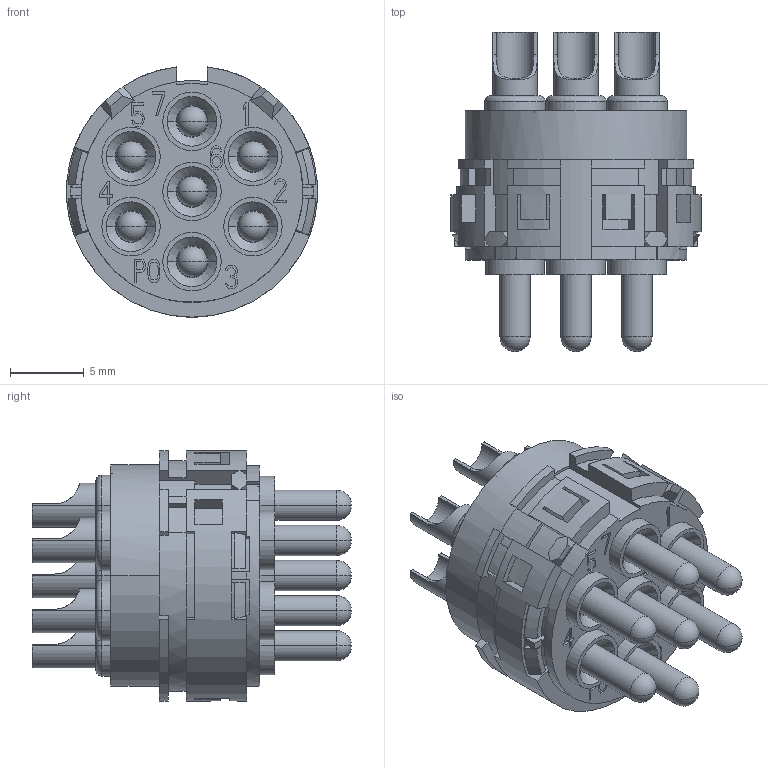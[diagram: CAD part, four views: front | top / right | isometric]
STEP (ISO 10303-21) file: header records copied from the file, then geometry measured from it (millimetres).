
FILE_DESCRIPTION((''),'2;1');
FILE_NAME('HR23-006-MST_SW0001','2017-07-12T',('y.wang'),(''),'PRO/ENGINEER BY PARAMETRIC TECHNOLOGY CORPORATION, 2012480','PRO/ENGINEER BY PARAMETRIC TECHNOLOGY CORPORATION, 2012480','');
FILE_SCHEMA(('CONFIG_CONTROL_DESIGN'));
Length unit declared in the file: millimetre
Products named in the file (1): HR23-006-MST_SW0001
Bounding box: 16.96 x 21.6 x 16.94 mm (x, y, z)
Volume: 2179.3 mm3; surface area: 4180.2 mm2
Topology: 1 solids, 1 shells, 1134 faces, 3193 edges, 2084 vertices
Faces by surface type: plane 794, cylinder 224, cone 60, torus 42, sphere 14
Entity records: 36725 total; most frequent: CARTESIAN_POINT 6900, ORIENTED_EDGE 6330, DIRECTION 6094, EDGE_CURVE 3165, VECTOR 2392, LINE 2392, VERTEX_POINT 2084, AXIS2_PLACEMENT_3D 1851
